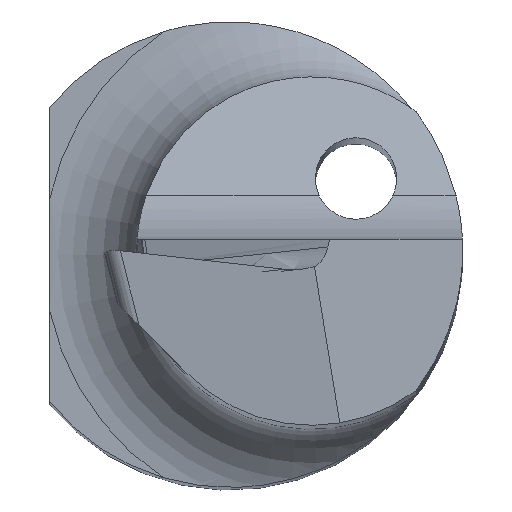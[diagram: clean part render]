
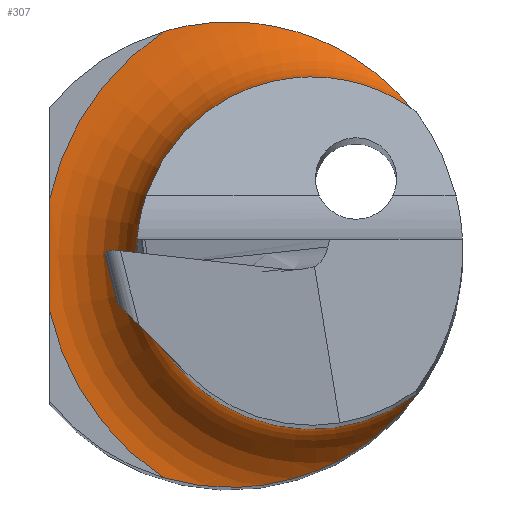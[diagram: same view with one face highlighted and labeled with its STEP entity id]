
A CAD part, top view. The second image highlights one B-rep face of the part: STEP entity #307.
In plain terms, the highlighted toroidal (fillet/blend) face has major radius 2.3 mm and minor radius 0.8 mm.
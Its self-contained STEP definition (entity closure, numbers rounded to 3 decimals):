
#24 = DIRECTION ( 'NONE',  ( 1., 0., 0. ) ) ;
#33 = CARTESIAN_POINT ( 'NONE',  ( -1.55, 0.318, 13.751 ) ) ;
#54 = CARTESIAN_POINT ( 'NONE',  ( 1.546, 1.269, 14.347 ) ) ;
#56 = CARTESIAN_POINT ( 'NONE',  ( 1.6, -1.2, 14.494 ) ) ;
#57 = DIRECTION ( 'NONE',  ( 0., 0., 1. ) ) ;
#65 = CARTESIAN_POINT ( 'NONE',  ( 1.126, -1.666, 14. ) ) ;
#66 = CARTESIAN_POINT ( 'NONE',  ( 0.942, -1.778, 13.934 ) ) ;
#87 = ORIENTED_EDGE ( 'NONE', *, *, #583, .T. ) ;
#89 = FACE_OUTER_BOUND ( 'NONE', #236, .T. ) ;
#180 = VERTEX_POINT ( 'NONE', #562 ) ;
#200 = B_SPLINE_CURVE_WITH_KNOTS ( 'NONE', 3,
 ( #544, #254, #689, #54, #316, #618, #904, #550, #476, #324, #339, #564, #262, #557, #704, #403 ),
 .UNSPECIFIED., .F., .F.,
 ( 4, 2, 2, 2, 2, 2, 2, 4 ),
 ( 0., 0., 0., 0.001, 0.001, 0.001, 0.002, 0.003 ),
 .UNSPECIFIED. ) ;
#208 = EDGE_CURVE ( 'NONE', #180, #509, #200, .T. ) ;
#209 = CARTESIAN_POINT ( 'NONE',  ( 1.361, -1.469, 14.145 ) ) ;
#216 = CARTESIAN_POINT ( 'NONE',  ( -1.55, 0.477, 13.751 ) ) ;
#236 = EDGE_LOOP ( 'NONE', ( #797, #351, #87, #483, #271, #573 ) ) ;
#237 = CARTESIAN_POINT ( 'NONE',  ( -1.55, -0.477, 13.751 ) ) ;
#247 = CARTESIAN_POINT ( 'NONE',  ( 0.7, 0., 13.751 ) ) ;
#254 = CARTESIAN_POINT ( 'NONE',  ( 1.6, 1.2, 14.494 ) ) ;
#260 = TOROIDAL_SURFACE ( 'NONE', #379, 2.3, 0.8 ) ;
#262 = CARTESIAN_POINT ( 'NONE',  ( 0.316, 1.988, 13.8 ) ) ;
#271 = ORIENTED_EDGE ( 'NONE', *, *, #858, .T. ) ;
#279 = CIRCLE ( 'NONE', #516, 2.3 ) ;
#286 = CARTESIAN_POINT ( 'NONE',  ( 0.533, -1.94, 13.833 ) ) ;
#287 = DIRECTION ( 'NONE',  ( 0., 0., -1. ) ) ;
#294 = CIRCLE ( 'NONE', #500, 2.3 ) ;
#307 = ADVANCED_FACE ( 'NONE', ( #89 ), #260, .F. ) ;
#308 = CARTESIAN_POINT ( 'NONE',  ( -1.55, 0.159, 13.753 ) ) ;
#316 = CARTESIAN_POINT ( 'NONE',  ( 1.519, 1.301, 14.307 ) ) ;
#324 = CARTESIAN_POINT ( 'NONE',  ( 0.936, 1.77, 13.938 ) ) ;
#339 = CARTESIAN_POINT ( 'NONE',  ( 0.84, 1.819, 13.909 ) ) ;
#351 = ORIENTED_EDGE ( 'NONE', *, *, #598, .T. ) ;
#359 = CARTESIAN_POINT ( 'NONE',  ( -1.55, -0.159, 13.753 ) ) ;
#365 = DIRECTION ( 'NONE',  ( 0., 0., 1. ) ) ;
#379 = AXIS2_PLACEMENT_3D ( 'NONE', #882, #287, #807 ) ;
#403 = CARTESIAN_POINT ( 'NONE',  ( -0.571, 1.917, 13.751 ) ) ;
#416 = VERTEX_POINT ( 'NONE', #629 ) ;
#421 = CARTESIAN_POINT ( 'NONE',  ( 1.586, -1.219, 14.439 ) ) ;
#433 = VERTEX_POINT ( 'NONE', #542 ) ;
#469 = VERTEX_POINT ( 'NONE', #910 ) ;
#470 = CARTESIAN_POINT ( 'NONE',  ( -0.355, -1.981, 13.751 ) ) ;
#476 = CARTESIAN_POINT ( 'NONE',  ( 1.119, 1.661, 14.009 ) ) ;
#479 = EDGE_CURVE ( 'NONE', #469, #180, #711, .T. ) ;
#483 = ORIENTED_EDGE ( 'NONE', *, *, #580, .T. ) ;
#500 = AXIS2_PLACEMENT_3D ( 'NONE', #247, #365, #24 ) ;
#509 = VERTEX_POINT ( 'NONE', #602 ) ;
#516 = AXIS2_PLACEMENT_3D ( 'NONE', #523, #57, #560 ) ;
#519 = CARTESIAN_POINT ( 'NONE',  ( -1.55, -0.318, 13.751 ) ) ;
#523 = CARTESIAN_POINT ( 'NONE',  ( 0.7, 0., 13.751 ) ) ;
#542 = CARTESIAN_POINT ( 'NONE',  ( -1.55, -0.477, 13.751 ) ) ;
#544 = CARTESIAN_POINT ( 'NONE',  ( 1.6, 1.2, 14.551 ) ) ;
#545 = CARTESIAN_POINT ( 'NONE',  ( -0.571, -1.917, 13.751 ) ) ;
#550 = CARTESIAN_POINT ( 'NONE',  ( 1.206, 1.599, 14.05 ) ) ;
#557 = CARTESIAN_POINT ( 'NONE',  ( -0.133, 2.008, 13.759 ) ) ;
#559 = B_SPLINE_CURVE_WITH_KNOTS ( 'NONE', 3,
 ( #590, #33, #308, #664, #359, #519, #237 ),
 .UNSPECIFIED., .F., .F.,
 ( 4, 3, 4 ),
 ( 0., 0., 0.001 ),
 .UNSPECIFIED. ) ;
#560 = DIRECTION ( 'NONE',  ( 1., 0., 0. ) ) ;
#562 = CARTESIAN_POINT ( 'NONE',  ( 1.6, 1.2, 14.551 ) ) ;
#564 = CARTESIAN_POINT ( 'NONE',  ( 0.534, 1.94, 13.833 ) ) ;
#570 = CARTESIAN_POINT ( 'NONE',  ( 0.7, 0., 14.551 ) ) ;
#573 = ORIENTED_EDGE ( 'NONE', *, *, #479, .T. ) ;
#580 = EDGE_CURVE ( 'NONE', #433, #416, #294, .T. ) ;
#583 = EDGE_CURVE ( 'NONE', #851, #433, #559, .T. ) ;
#590 = CARTESIAN_POINT ( 'NONE',  ( -1.55, 0.477, 13.751 ) ) ;
#598 = EDGE_CURVE ( 'NONE', #509, #851, #279, .T. ) ;
#602 = CARTESIAN_POINT ( 'NONE',  ( -0.571, 1.917, 13.751 ) ) ;
#618 = CARTESIAN_POINT ( 'NONE',  ( 1.432, 1.399, 14.201 ) ) ;
#628 = B_SPLINE_CURVE_WITH_KNOTS ( 'NONE', 3,
 ( #545, #470, #760, #742, #286, #66, #65, #209, #761, #846, #840, #421, #56, #908 ),
 .UNSPECIFIED., .F., .F.,
 ( 4, 2, 2, 2, 2, 2, 4 ),
 ( 0., 0.001, 0.001, 0.002, 0.002, 0.003, 0.003 ),
 .UNSPECIFIED. ) ;
#629 = CARTESIAN_POINT ( 'NONE',  ( -0.571, -1.917, 13.751 ) ) ;
#664 = CARTESIAN_POINT ( 'NONE',  ( -1.55, 0., 13.753 ) ) ;
#689 = CARTESIAN_POINT ( 'NONE',  ( 1.586, 1.219, 14.44 ) ) ;
#700 = DIRECTION ( 'NONE',  ( 0., 0., -1. ) ) ;
#704 = CARTESIAN_POINT ( 'NONE',  ( -0.355, 1.981, 13.751 ) ) ;
#711 = CIRCLE ( 'NONE', #814, 1.5 ) ;
#742 = CARTESIAN_POINT ( 'NONE',  ( 0.317, -1.988, 13.801 ) ) ;
#760 = CARTESIAN_POINT ( 'NONE',  ( -0.133, -2.008, 13.759 ) ) ;
#761 = CARTESIAN_POINT ( 'NONE',  ( 1.432, -1.399, 14.201 ) ) ;
#797 = ORIENTED_EDGE ( 'NONE', *, *, #208, .T. ) ;
#807 = DIRECTION ( 'NONE',  ( 1., 0., 0. ) ) ;
#814 = AXIS2_PLACEMENT_3D ( 'NONE', #570, #700, #853 ) ;
#840 = CARTESIAN_POINT ( 'NONE',  ( 1.546, -1.27, 14.347 ) ) ;
#846 = CARTESIAN_POINT ( 'NONE',  ( 1.519, -1.302, 14.307 ) ) ;
#851 = VERTEX_POINT ( 'NONE', #216 ) ;
#853 = DIRECTION ( 'NONE',  ( 1., 0., 0. ) ) ;
#858 = EDGE_CURVE ( 'NONE', #416, #469, #628, .T. ) ;
#882 = CARTESIAN_POINT ( 'NONE',  ( 0.7, 0., 14.551 ) ) ;
#904 = CARTESIAN_POINT ( 'NONE',  ( 1.361, 1.469, 14.146 ) ) ;
#908 = CARTESIAN_POINT ( 'NONE',  ( 1.6, -1.2, 14.551 ) ) ;
#910 = CARTESIAN_POINT ( 'NONE',  ( 1.6, -1.2, 14.551 ) ) ;
